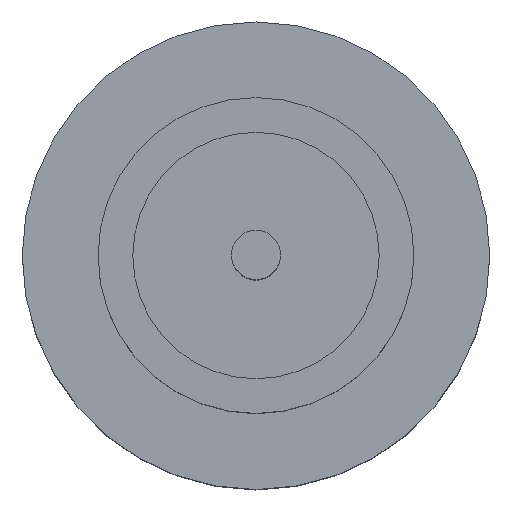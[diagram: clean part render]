
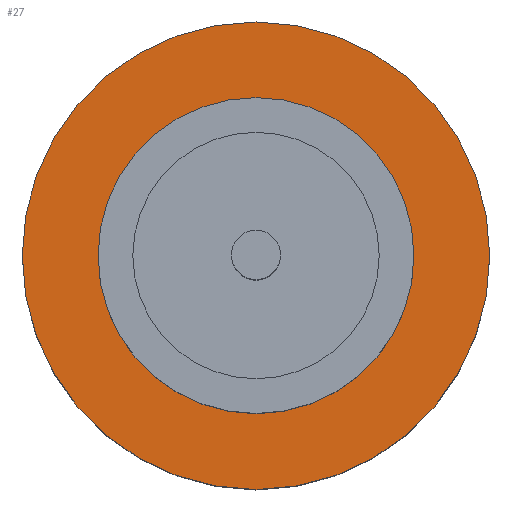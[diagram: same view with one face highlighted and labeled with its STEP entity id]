
A CAD part, top view. The second image highlights one B-rep face of the part: STEP entity #27.
In plain terms, the highlighted planar face has unit normal (0, 0, 1).
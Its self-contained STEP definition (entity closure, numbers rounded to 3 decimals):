
#8 = CIRCLE ( 'NONE', #151, 1.25 ) ;
#14 = CIRCLE ( 'NONE', #493, 1.85 ) ;
#27 = ADVANCED_FACE ( 'NONE', ( #492, #635 ), #634, .T. ) ;
#108 = DIRECTION ( 'NONE',  ( 1., 0., 0. ) ) ;
#116 = DIRECTION ( 'NONE',  ( 1., 0., 0. ) ) ;
#117 = ORIENTED_EDGE ( 'NONE', *, *, #642, .F. ) ;
#146 = CARTESIAN_POINT ( 'NONE',  ( 1.85, 0., 1.55 ) ) ;
#151 = AXIS2_PLACEMENT_3D ( 'NONE', #168, #693, #108 ) ;
#156 = CARTESIAN_POINT ( 'NONE',  ( 0., 0., 1.55 ) ) ;
#168 = CARTESIAN_POINT ( 'NONE',  ( 0., 0., 1.55 ) ) ;
#172 = CARTESIAN_POINT ( 'NONE',  ( 1.25, 0., 1.55 ) ) ;
#195 = VERTEX_POINT ( 'NONE', #146 ) ;
#200 = DIRECTION ( 'NONE',  ( 0., 0., 1. ) ) ;
#242 = EDGE_LOOP ( 'NONE', ( #403, #496 ) ) ;
#252 = CIRCLE ( 'NONE', #310, 1.25 ) ;
#269 = EDGE_LOOP ( 'NONE', ( #362, #117 ) ) ;
#310 = AXIS2_PLACEMENT_3D ( 'NONE', #530, #355, #116 ) ;
#328 = AXIS2_PLACEMENT_3D ( 'NONE', #399, #200, #367 ) ;
#343 = DIRECTION ( 'NONE',  ( 0., 0., 1. ) ) ;
#346 = VERTEX_POINT ( 'NONE', #382 ) ;
#354 = EDGE_CURVE ( 'NONE', #346, #195, #702, .T. ) ;
#355 = DIRECTION ( 'NONE',  ( 0., 0., 1. ) ) ;
#362 = ORIENTED_EDGE ( 'NONE', *, *, #467, .F. ) ;
#367 = DIRECTION ( 'NONE',  ( 1., 0., 0. ) ) ;
#382 = CARTESIAN_POINT ( 'NONE',  ( -1.85, 0., 1.55 ) ) ;
#399 = CARTESIAN_POINT ( 'NONE',  ( 0., 0., 1.55 ) ) ;
#403 = ORIENTED_EDGE ( 'NONE', *, *, #354, .T. ) ;
#427 = EDGE_CURVE ( 'NONE', #195, #346, #14, .T. ) ;
#457 = CARTESIAN_POINT ( 'NONE',  ( 0., 0., 1.55 ) ) ;
#467 = EDGE_CURVE ( 'NONE', #475, #687, #8, .T. ) ;
#475 = VERTEX_POINT ( 'NONE', #172 ) ;
#492 = FACE_BOUND ( 'NONE', #269, .T. ) ;
#493 = AXIS2_PLACEMENT_3D ( 'NONE', #156, #343, #570 ) ;
#496 = ORIENTED_EDGE ( 'NONE', *, *, #427, .T. ) ;
#526 = CARTESIAN_POINT ( 'NONE',  ( -1.25, 0., 1.55 ) ) ;
#530 = CARTESIAN_POINT ( 'NONE',  ( 0., 0., 1.55 ) ) ;
#570 = DIRECTION ( 'NONE',  ( 1., 0., 0. ) ) ;
#613 = AXIS2_PLACEMENT_3D ( 'NONE', #457, #626, #629 ) ;
#626 = DIRECTION ( 'NONE',  ( 0., 0., 1. ) ) ;
#629 = DIRECTION ( 'NONE',  ( 1., 0., 0. ) ) ;
#634 = PLANE ( 'NONE',  #328 ) ;
#635 = FACE_OUTER_BOUND ( 'NONE', #242, .T. ) ;
#642 = EDGE_CURVE ( 'NONE', #687, #475, #252, .T. ) ;
#687 = VERTEX_POINT ( 'NONE', #526 ) ;
#693 = DIRECTION ( 'NONE',  ( 0., 0., 1. ) ) ;
#702 = CIRCLE ( 'NONE', #613, 1.85 ) ;
